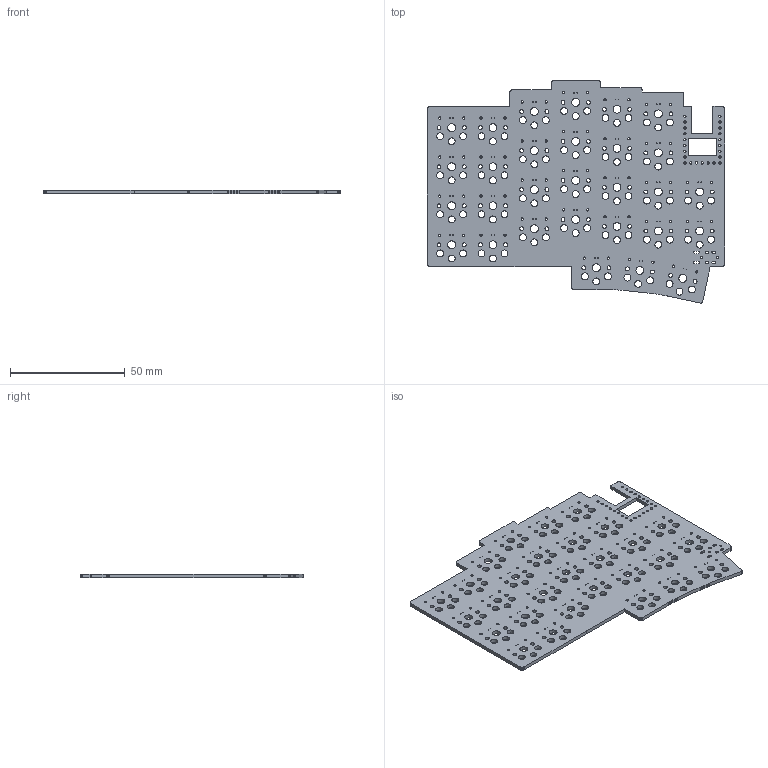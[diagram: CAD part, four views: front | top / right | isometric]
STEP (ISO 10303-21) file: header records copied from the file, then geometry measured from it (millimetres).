
FILE_DESCRIPTION(('KiCad electronic assembly'),'2;1');
FILE_NAME('mackerel.step','2025-05-04T14:24:59',('Pcbnew'),('Kicad'), 'Open CASCADE STEP processor 7.7','KiCad to STEP converter','Unknown' );
FILE_SCHEMA(('AUTOMOTIVE_DESIGN { 1 0 10303 214 1 1 1 1 }'));
Length unit declared in the file: millimetre
Products named in the file (2): mackerel 1; mackerel_PCB
Assembly tree (1 placements, depth 2):
  mackerel 1
    mackerel_PCB
Bounding box: 129.5 x 96.83 x 1.6 mm (x, y, z)
Volume: 14507.7 mm3; surface area: 21795.3 mm2
Topology: 1 solids, 1 shells, 754 faces, 2256 edges, 1504 vertices
Faces by surface type: plane 419, cylinder 335
Full cylindrical faces by diameter (mm): 0.305 x58, 0.8 x2, 0.991 x58, 1 x23, 1.702 x58, 3 x87, 3.429 x29
Entity records: 26835 total; most frequent: CARTESIAN_POINT 4516, ORIENTED_EDGE 4512, DIRECTION 4438, EDGE_CURVE 2256, LINE 1586, VECTOR 1586, VERTEX_POINT 1504, AXIS2_PLACEMENT_3D 1426
